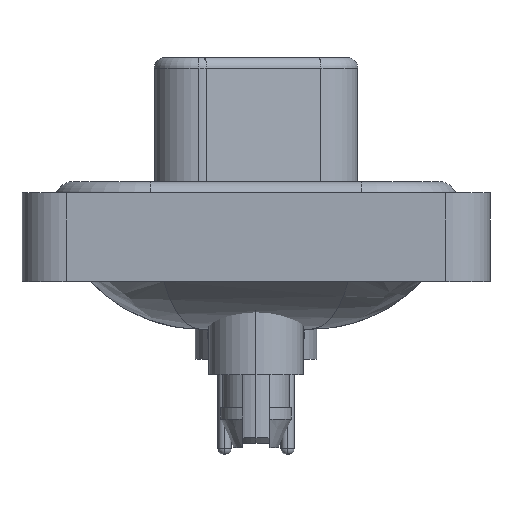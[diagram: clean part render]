
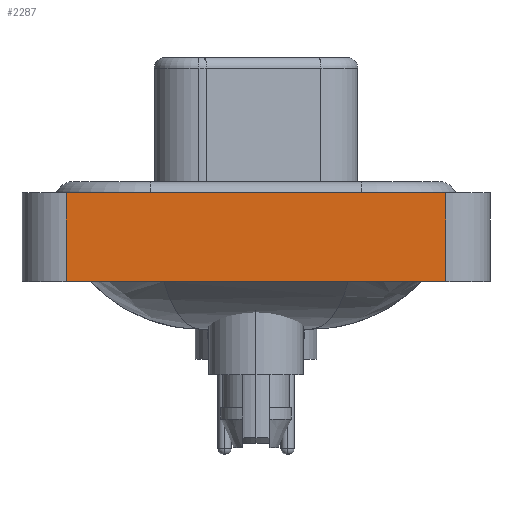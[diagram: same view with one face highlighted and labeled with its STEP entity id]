
A CAD part, left-side view. The second image highlights one B-rep face of the part: STEP entity #2287.
In plain terms, the highlighted planar face has unit normal (-1, 0, 0).
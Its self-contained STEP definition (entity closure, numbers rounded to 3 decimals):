
#136 = CARTESIAN_POINT ( 'NONE',  ( -7.35, -8.55, -3.6 ) ) ;
#640 = PLANE ( 'NONE',  #9580 ) ;
#1520 = CARTESIAN_POINT ( 'NONE',  ( -7.35, -8.55, -3.6 ) ) ;
#1807 = EDGE_CURVE ( 'NONE', #16812, #19105, #9968, .T. ) ;
#2287 = ADVANCED_FACE ( 'NONE', ( #7131 ), #640, .T. ) ;
#2795 = ORIENTED_EDGE ( 'NONE', *, *, #10691, .T. ) ;
#3321 = VECTOR ( 'NONE', #9140, 1000. ) ;
#5513 = CARTESIAN_POINT ( 'NONE',  ( -7.35, -8.55, -3.6 ) ) ;
#5792 = VECTOR ( 'NONE', #11755, 1000. ) ;
#5941 = EDGE_CURVE ( 'NONE', #20528, #16812, #25145, .T. ) ;
#6051 = ORIENTED_EDGE ( 'NONE', *, *, #1807, .F. ) ;
#7131 = FACE_OUTER_BOUND ( 'NONE', #13772, .T. ) ;
#9140 = DIRECTION ( 'NONE',  ( 0., -1., 0. ) ) ;
#9580 = AXIS2_PLACEMENT_3D ( 'NONE', #5513, #9648, #9935 ) ;
#9648 = DIRECTION ( 'NONE',  ( -1., 0., 0. ) ) ;
#9935 = DIRECTION ( 'NONE',  ( 0., 0., 1. ) ) ;
#9968 = LINE ( 'NONE', #23425, #5792 ) ;
#10662 = VECTOR ( 'NONE', #27067, 1000. ) ;
#10691 = EDGE_CURVE ( 'NONE', #18866, #19105, #21770, .T. ) ;
#11079 = LINE ( 'NONE', #136, #3321 ) ;
#11755 = DIRECTION ( 'NONE',  ( 0., -1., 0. ) ) ;
#12323 = CARTESIAN_POINT ( 'NONE',  ( -7.35, 8.55, 0.4 ) ) ;
#13751 = CARTESIAN_POINT ( 'NONE',  ( -7.35, 8.55, -3.6 ) ) ;
#13772 = EDGE_LOOP ( 'NONE', ( #2795, #6051, #22992, #13962 ) ) ;
#13962 = ORIENTED_EDGE ( 'NONE', *, *, #17624, .T. ) ;
#16088 = CARTESIAN_POINT ( 'NONE',  ( -7.35, 8.55, -3.6 ) ) ;
#16812 = VERTEX_POINT ( 'NONE', #12323 ) ;
#17624 = EDGE_CURVE ( 'NONE', #20528, #18866, #11079, .T. ) ;
#18866 = VERTEX_POINT ( 'NONE', #22219 ) ;
#19105 = VERTEX_POINT ( 'NONE', #21106 ) ;
#20528 = VERTEX_POINT ( 'NONE', #16088 ) ;
#21106 = CARTESIAN_POINT ( 'NONE',  ( -7.35, -8.55, 0.4 ) ) ;
#21770 = LINE ( 'NONE', #1520, #22840 ) ;
#22219 = CARTESIAN_POINT ( 'NONE',  ( -7.35, -8.55, -3.6 ) ) ;
#22840 = VECTOR ( 'NONE', #28858, 1000. ) ;
#22992 = ORIENTED_EDGE ( 'NONE', *, *, #5941, .F. ) ;
#23425 = CARTESIAN_POINT ( 'NONE',  ( -7.35, -8.55, 0.4 ) ) ;
#25145 = LINE ( 'NONE', #13751, #10662 ) ;
#27067 = DIRECTION ( 'NONE',  ( 0., 0., 1. ) ) ;
#28858 = DIRECTION ( 'NONE',  ( 0., 0., 1. ) ) ;
